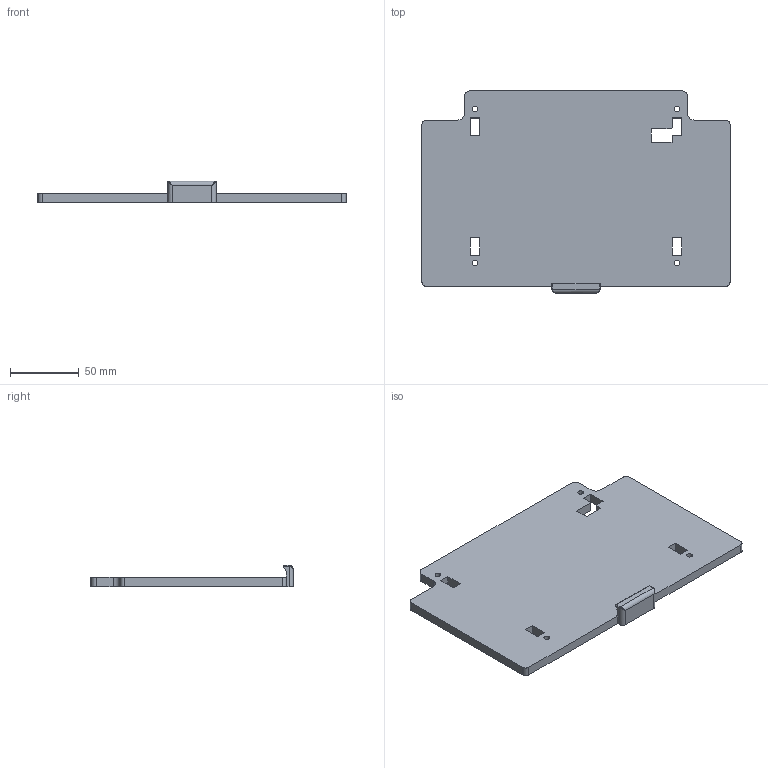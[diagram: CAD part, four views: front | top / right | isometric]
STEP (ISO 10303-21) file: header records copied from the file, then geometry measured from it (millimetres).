
FILE_DESCRIPTION (( 'STEP AP203' ), '1' );
FILE_NAME ('Duet Housing Front Cover - 7 LCD.STEP', '2016-03-16T16:55:49', ( '' ), ( '' ), 'SwSTEP 2.0', 'SolidWorks 2015', '' );
FILE_SCHEMA (( 'CONFIG_CONTROL_DESIGN' ));
Length unit declared in the file: millimetre
Products named in the file (1): Duet Housing Front Cover - 7 LCD
Bounding box: 224 x 147.2 x 15.6 mm (x, y, z)
Volume: 206532.9 mm3; surface area: 67642 mm2
Topology: 1 solids, 1 shells, 64 faces, 182 edges, 118 vertices
Faces by surface type: plane 37, cylinder 25, bspline 2
Entity records: 2245 total; most frequent: CARTESIAN_POINT 463, ORIENTED_EDGE 360, DIRECTION 344, EDGE_CURVE 180, VECTOR 130, LINE 130, VERTEX_POINT 118, AXIS2_PLACEMENT_3D 107
